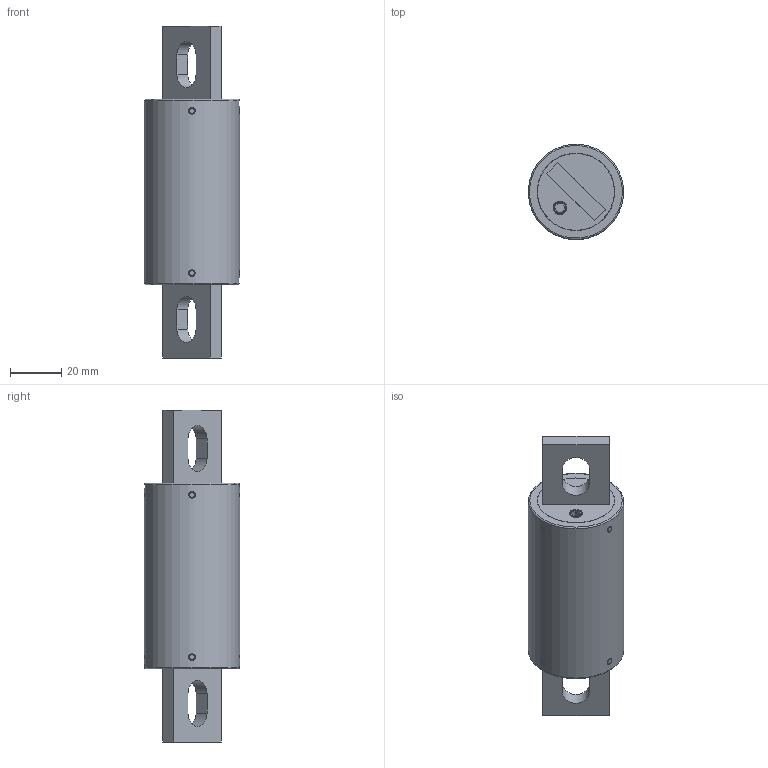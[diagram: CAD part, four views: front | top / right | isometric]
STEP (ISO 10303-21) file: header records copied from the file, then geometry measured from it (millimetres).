
FILE_DESCRIPTION(/* description */ (''),/* implementation_level */ '2;1');
FILE_NAME(/* name */ 'RS38MG-400.stp',/* time_stamp */ '2023-01-03T08:34:54+08:00',/* author */ (''),/* organization */ (''),/* preprocessor_version */ 'ST-DEVELOPER v16',/* originating_system */ 'SIEMENS PLM Software NX 10.0',/* authorisation */ '');
FILE_SCHEMA (('CONFIG_CONTROL_DESIGN'));
Products named in the file (1): RS38MG-400
Bounding box: 37.05 x 37.02 x 129 mm (x, y, z)
Volume: 46050.7 mm3; surface area: 27608.3 mm2
Topology: 14 solids, 14 shells, 1985 faces, 5894 edges, 3957 vertices
Faces by surface type: plane 1826, cylinder 127, cone 12, torus 12, bspline 8
Full cylindrical faces by diameter (mm): 1.5 x77, 2.5 x16, 29.9 x2, 30.1 x1, 37 x1
Entity records: 76860 total; most frequent: CARTESIAN_POINT 23084, ORIENTED_EDGE 11332, DIRECTION 10998, EDGE_CURVE 5666, LINE 4202, VECTOR 4202, VERTEX_POINT 3850, AXIS2_PLACEMENT_3D 3398
